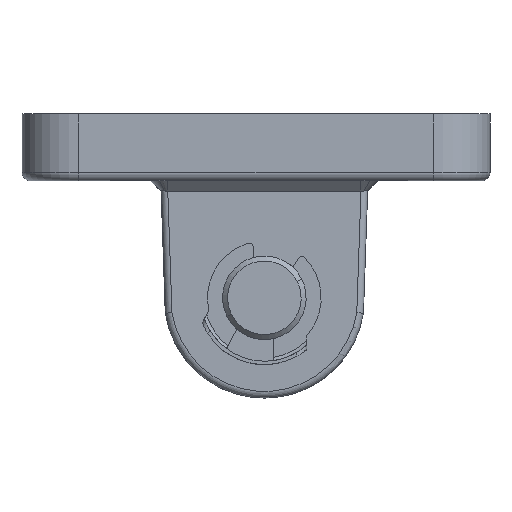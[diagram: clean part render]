
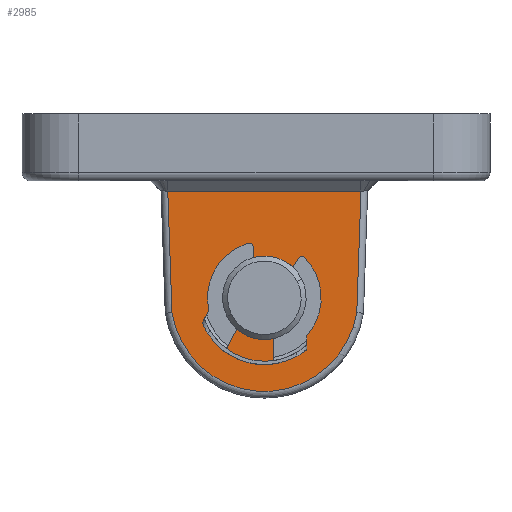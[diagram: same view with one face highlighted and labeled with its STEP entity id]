
A CAD part, front view. The second image highlights one B-rep face of the part: STEP entity #2985.
In plain terms, the highlighted planar face has unit normal (0, -1, 0).
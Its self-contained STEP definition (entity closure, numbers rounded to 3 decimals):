
#18 = VERTEX_POINT ( 'NONE', #522 ) ;
#22 = VERTEX_POINT ( 'NONE', #526 ) ;
#132 = VERTEX_POINT ( 'NONE', #635 ) ;
#157 = VERTEX_POINT ( 'NONE', #660 ) ;
#165 = VERTEX_POINT ( 'NONE', #668 ) ;
#178 = VERTEX_POINT ( 'NONE', #681 ) ;
#326 = ORIENTED_EDGE ( 'NONE', *, *, #6581, .T. ) ;
#522 = CARTESIAN_POINT ( 'NONE',  ( 101.394, 5., -3.063 ) ) ;
#526 = CARTESIAN_POINT ( 'NONE',  ( 100.146, 5., -39.437 ) ) ;
#635 = CARTESIAN_POINT ( 'NONE',  ( 43.606, 5., -3.063 ) ) ;
#660 = CARTESIAN_POINT ( 'NONE',  ( 72.5, 5., -22.5 ) ) ;
#668 = CARTESIAN_POINT ( 'NONE',  ( 44.854, 5., -39.437 ) ) ;
#681 = CARTESIAN_POINT ( 'NONE',  ( 72.5, 5., -47.5 ) ) ;
#686 = EDGE_CURVE ( 'NONE', #165, #22, #5789, .T. ) ;
#843 = CARTESIAN_POINT ( 'NONE',  ( 100.266, 5., -35.952 ) ) ;
#845 = CARTESIAN_POINT ( 'NONE',  ( 72.5, 5., -35. ) ) ;
#846 = DIRECTION ( 'NONE',  ( 0., -1., 0. ) ) ;
#847 = DIRECTION ( 'NONE',  ( 0., 0., 1. ) ) ;
#850 = DIRECTION ( 'NONE',  ( 0.034, 0., 0.999 ) ) ;
#994 = EDGE_CURVE ( 'NONE', #22, #18, #5788, .T. ) ;
#1858 = VECTOR ( 'NONE', #2177, 1000. ) ;
#1863 = LINE ( 'NONE', #4668, #1858 ) ;
#2177 = DIRECTION ( 'NONE',  ( 0.034, 0., -0.999 ) ) ;
#2985 = ADVANCED_FACE ( 'NONE', ( #6137, #6138 ), #3075, .F. ) ;
#2988 = EDGE_CURVE ( 'NONE', #18, #132, #6146, .T. ) ;
#3061 = CARTESIAN_POINT ( 'NONE',  ( 72.5, 5., -35. ) ) ;
#3075 = PLANE ( 'NONE',  #4826 ) ;
#3076 = DIRECTION ( 'NONE',  ( 0., 1., 0. ) ) ;
#3077 = DIRECTION ( 'NONE',  ( 0., 0., 1. ) ) ;
#3082 = CARTESIAN_POINT ( 'NONE',  ( 72.5, 5., -3.063 ) ) ;
#3083 = DIRECTION ( 'NONE',  ( -1., 0., 0. ) ) ;
#3128 = CARTESIAN_POINT ( 'NONE',  ( 72.5, 5., -35. ) ) ;
#3130 = DIRECTION ( 'NONE',  ( 0., 1., 0. ) ) ;
#3131 = DIRECTION ( 'NONE',  ( 0., 0., 1. ) ) ;
#3406 = CARTESIAN_POINT ( 'NONE',  ( 72.5, 5., -35. ) ) ;
#3408 = DIRECTION ( 'NONE',  ( 0., 1., 0. ) ) ;
#3409 = DIRECTION ( 'NONE',  ( 0., 0., 1. ) ) ;
#3835 = EDGE_CURVE ( 'NONE', #157, #178, #6182, .T. ) ;
#4059 = EDGE_CURVE ( 'NONE', #178, #157, #6340, .T. ) ;
#4546 = AXIS2_PLACEMENT_3D ( 'NONE', #845, #846, #847 ) ;
#4668 = CARTESIAN_POINT ( 'NONE',  ( 44.734, 5., -35.952 ) ) ;
#4826 = AXIS2_PLACEMENT_3D ( 'NONE', #3061, #3076, #3077 ) ;
#4833 = AXIS2_PLACEMENT_3D ( 'NONE', #3128, #3130, #3131 ) ;
#4871 = AXIS2_PLACEMENT_3D ( 'NONE', #3406, #3408, #3409 ) ;
#5063 = ORIENTED_EDGE ( 'NONE', *, *, #3835, .T. ) ;
#5111 = ORIENTED_EDGE ( 'NONE', *, *, #994, .T. ) ;
#5148 = ORIENTED_EDGE ( 'NONE', *, *, #2988, .T. ) ;
#5278 = ORIENTED_EDGE ( 'NONE', *, *, #686, .T. ) ;
#5318 = ORIENTED_EDGE ( 'NONE', *, *, #4059, .T. ) ;
#5783 = VECTOR ( 'NONE', #850, 1000. ) ;
#5788 = LINE ( 'NONE', #843, #5783 ) ;
#5789 = CIRCLE ( 'NONE', #4546, 28. ) ;
#6137 = FACE_OUTER_BOUND ( 'NONE', #7128, .T. ) ;
#6138 = FACE_BOUND ( 'NONE', #7004, .T. ) ;
#6146 = LINE ( 'NONE', #3082, #6147 ) ;
#6147 = VECTOR ( 'NONE', #3083, 1000. ) ;
#6182 = CIRCLE ( 'NONE', #4833, 12.5 ) ;
#6340 = CIRCLE ( 'NONE', #4871, 12.5 ) ;
#6581 = EDGE_CURVE ( 'NONE', #132, #165, #1863, .T. ) ;
#7004 = EDGE_LOOP ( 'NONE', ( #5318, #5063 ) ) ;
#7128 = EDGE_LOOP ( 'NONE', ( #5111, #5148, #326, #5278 ) ) ;
